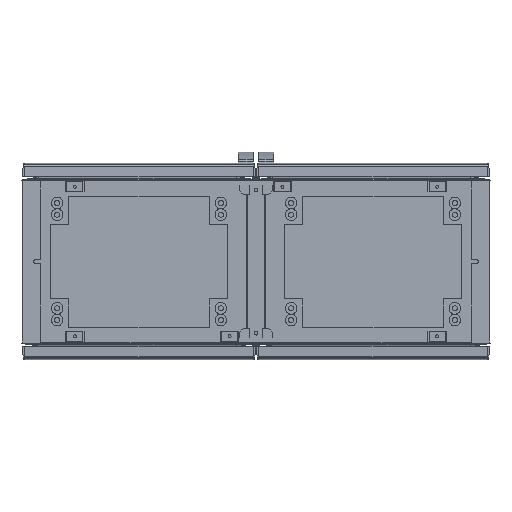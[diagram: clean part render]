
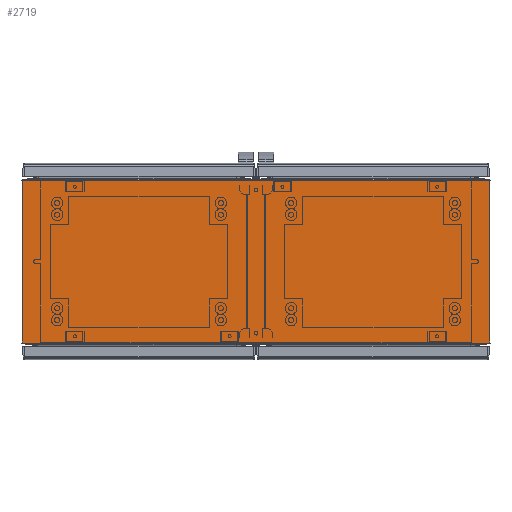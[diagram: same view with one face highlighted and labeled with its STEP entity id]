
A CAD part, front view. The second image highlights one B-rep face of the part: STEP entity #2719.
In plain terms, the highlighted planar face has unit normal (0, -1, 0).
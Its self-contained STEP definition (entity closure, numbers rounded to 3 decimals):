
#2719=ADVANCED_FACE('',(#10872),#10873,.T.);
#10872=FACE_OUTER_BOUND('',#22030,.T.);
#10873=PLANE('',#22031);
#22030=EDGE_LOOP('',(#49302,#49303,#49304,#49305));
#22031=AXIS2_PLACEMENT_3D('',#49306,#49307,#49308);
#49302=ORIENTED_EDGE('',*,*,#76970,.F.);
#49303=ORIENTED_EDGE('',*,*,#76971,.F.);
#49304=ORIENTED_EDGE('',*,*,#76972,.T.);
#49305=ORIENTED_EDGE('',*,*,#75359,.F.);
#49306=CARTESIAN_POINT('',(-500.0,-625.0,-174.07));
#49307=DIRECTION('',(0.,-1.0,0.0));
#49308=DIRECTION('',(-1.0,0.,0.0));
#75359=EDGE_CURVE('',#92363,#92365,#92366,.T.);
#76970=EDGE_CURVE('',#94847,#92363,#94848,.T.);
#76971=EDGE_CURVE('',#94849,#94847,#94850,.T.);
#76972=EDGE_CURVE('',#94849,#92365,#94851,.T.);
#92363=VERTEX_POINT('',#120206);
#92365=VERTEX_POINT('',#120208);
#92366=LINE('',#120209,#120210);
#94847=VERTEX_POINT('',#124906);
#94848=LINE('',#124907,#124908);
#94849=VERTEX_POINT('',#124909);
#94850=LINE('',#124910,#124911);
#94851=LINE('',#124912,#124913);
#120206=CARTESIAN_POINT('',(499.999,-625.0,174.07));
#120208=CARTESIAN_POINT('',(499.999,-625.0,-174.07));
#120209=CARTESIAN_POINT('',(499.999,-625.0,174.07));
#120210=VECTOR('',#148398,1.0);
#124906=CARTESIAN_POINT('',(-500.0,-625.0,174.07));
#124907=CARTESIAN_POINT('',(-500.0,-625.0,174.07));
#124908=VECTOR('',#150269,1.0);
#124909=CARTESIAN_POINT('',(-500.0,-625.0,-174.07));
#124910=CARTESIAN_POINT('',(-500.0,-625.0,-174.07));
#124911=VECTOR('',#150270,1.0);
#124912=CARTESIAN_POINT('',(-500.0,-625.0,-174.07));
#124913=VECTOR('',#150271,1.0);
#148398=DIRECTION('',(0.,0.,-1.0));
#150269=DIRECTION('',(1.0,0.,0.));
#150270=DIRECTION('',(0.,0.,1.0));
#150271=DIRECTION('',(1.0,0.,0.));
